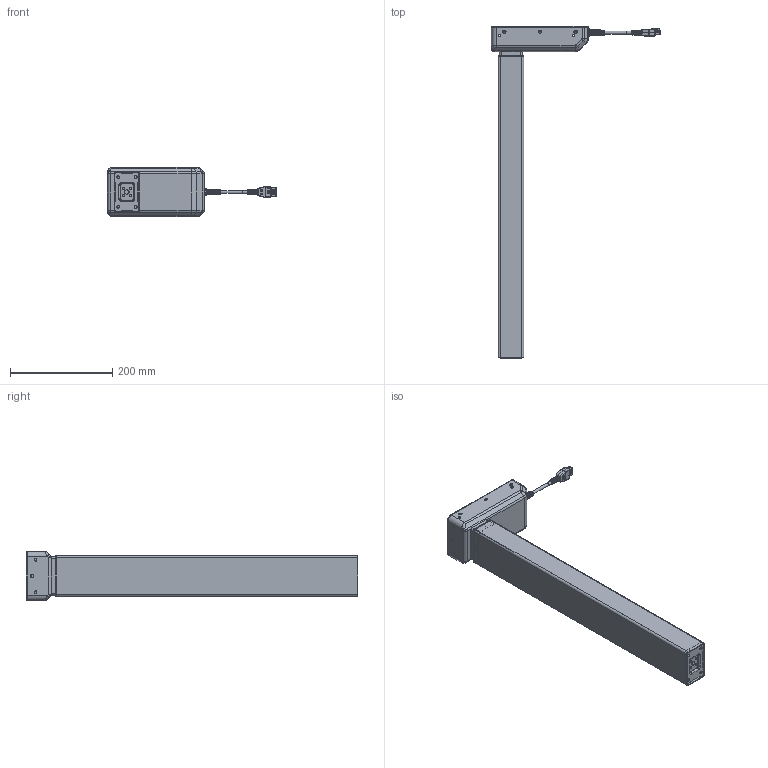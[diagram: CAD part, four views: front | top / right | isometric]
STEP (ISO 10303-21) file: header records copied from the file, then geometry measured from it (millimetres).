
FILE_DESCRIPTION(/* description */ (''),/* implementation_level */ '2;1');
FILE_NAME(/* name */ 'DD451.2.stp',/* time_stamp */ '2021-03-03T15:06:59+01:00',/* author */ (''),/* organization */ (''),/* preprocessor_version */ 'ST-DEVELOPER v16.7',/* originating_system */ 'SIEMENS PLM Software NX 12.0',/* authorisation */ '');
FILE_SCHEMA (('AUTOMOTIVE_DESIGN { 1 0 10303 214 3 1 1 1 }'));
Products named in the file (3): DD451.2P02; DD451.2P01; DD451.2
Assembly tree (2 placements, depth 2):
  DD451.2
    DD451.2P01
    DD451.2P02
Bounding box: 331.1 x 650 x 96 mm (x, y, z)
Volume: 597535.3 mm3; surface area: 730205.8 mm2
Topology: 7 solids, 12 shells, 2438 faces, 6282 edges, 4004 vertices
Faces by surface type: plane 1667, cylinder 377, cone 180, bspline 171, torus 33, sphere 8, extrusion 2
Full cylindrical faces by diameter (mm): 4.2 x2, 4.8 x6, 5 x8, 5.2 x8, 5.6 x3, 5.8 x3, 8.5 x1, 26 x1, 30 x1, 34 x1
Entity records: 78201 total; most frequent: CARTESIAN_POINT 19507, ORIENTED_EDGE 12352, DIRECTION 11577, EDGE_CURVE 6176, VECTOR 4489, LINE 4487, VERTEX_POINT 3962, AXIS2_PLACEMENT_3D 3544
